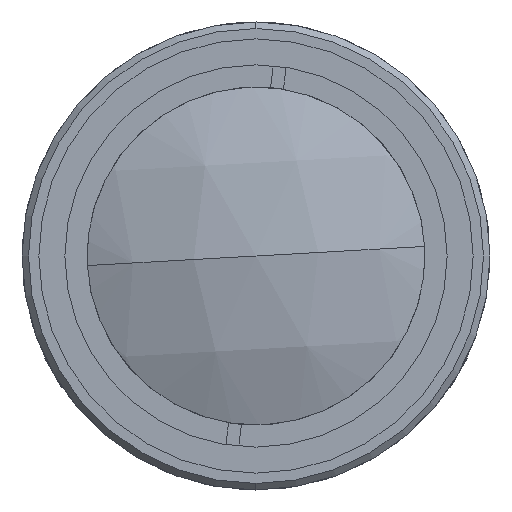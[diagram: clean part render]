
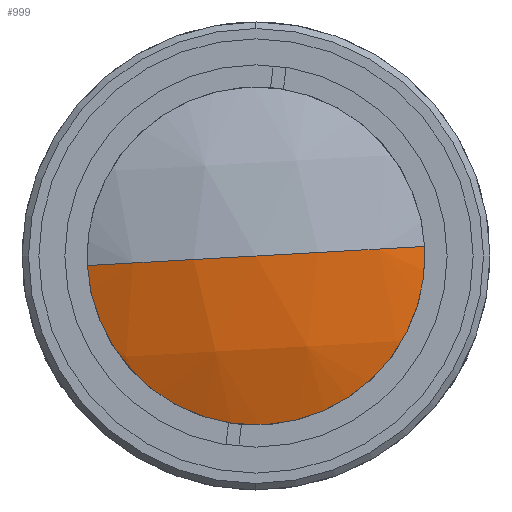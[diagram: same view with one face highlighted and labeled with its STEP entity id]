
A CAD part, left-side view. The second image highlights one B-rep face of the part: STEP entity #999.
In plain terms, the highlighted spherical face has radius 34.13 mm.
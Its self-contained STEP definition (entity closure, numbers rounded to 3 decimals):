
#17 = VERTEX_POINT ( 'NONE', #3636 ) ;
#33 = DIRECTION ( 'NONE',  ( 0., 0.057, 0.998 ) ) ;
#47 = VERTEX_POINT ( 'NONE', #1577 ) ;
#137 = CARTESIAN_POINT ( 'NONE',  ( 11.003, 0., 0. ) ) ;
#498 = EDGE_CURVE ( 'NONE', #17, #3670, #814, .T. ) ;
#640 = CARTESIAN_POINT ( 'NONE',  ( 42.13, 0., 0. ) ) ;
#734 = CIRCLE ( 'NONE', #4076, 14. ) ;
#814 = CIRCLE ( 'NONE', #4298, 34.13 ) ;
#878 = DIRECTION ( 'NONE',  ( 0., -0.057, -0.998 ) ) ;
#930 = CARTESIAN_POINT ( 'NONE',  ( 8., 0., 0. ) ) ;
#999 = ADVANCED_FACE ( 'NONE', ( #1873 ), #1576, .T. ) ;
#1120 = ORIENTED_EDGE ( 'NONE', *, *, #498, .F. ) ;
#1179 = CARTESIAN_POINT ( 'NONE',  ( 42.13, 0., 0. ) ) ;
#1195 = DIRECTION ( 'NONE',  ( -1., 0., 0. ) ) ;
#1278 = EDGE_LOOP ( 'NONE', ( #2875, #2564, #1120 ) ) ;
#1425 = EDGE_CURVE ( 'NONE', #17, #47, #734, .T. ) ;
#1524 = DIRECTION ( 'NONE',  ( 0., -0.057, -0.998 ) ) ;
#1549 = DIRECTION ( 'NONE',  ( 0., 0.998, -0.057 ) ) ;
#1576 = SPHERICAL_SURFACE ( 'NONE', #3258, 34.13 ) ;
#1577 = CARTESIAN_POINT ( 'NONE',  ( 11.003, -13.977, 0.794 ) ) ;
#1873 = FACE_OUTER_BOUND ( 'NONE', #1278, .T. ) ;
#1969 = DIRECTION ( 'NONE',  ( 0., 0.998, -0.057 ) ) ;
#2486 = CIRCLE ( 'NONE', #3158, 34.13 ) ;
#2564 = ORIENTED_EDGE ( 'NONE', *, *, #2864, .T. ) ;
#2579 = DIRECTION ( 'NONE',  ( 0., 0.057, 0.998 ) ) ;
#2864 = EDGE_CURVE ( 'NONE', #47, #3670, #2486, .T. ) ;
#2875 = ORIENTED_EDGE ( 'NONE', *, *, #1425, .T. ) ;
#3158 = AXIS2_PLACEMENT_3D ( 'NONE', #1179, #878, #1969 ) ;
#3258 = AXIS2_PLACEMENT_3D ( 'NONE', #4406, #1524, #1549 ) ;
#3636 = CARTESIAN_POINT ( 'NONE',  ( 11.003, 13.977, -0.794 ) ) ;
#3670 = VERTEX_POINT ( 'NONE', #930 ) ;
#3919 = DIRECTION ( 'NONE',  ( 0., -0.998, 0.057 ) ) ;
#4076 = AXIS2_PLACEMENT_3D ( 'NONE', #137, #1195, #2579 ) ;
#4298 = AXIS2_PLACEMENT_3D ( 'NONE', #640, #33, #3919 ) ;
#4406 = CARTESIAN_POINT ( 'NONE',  ( 42.13, 0., 0. ) ) ;
